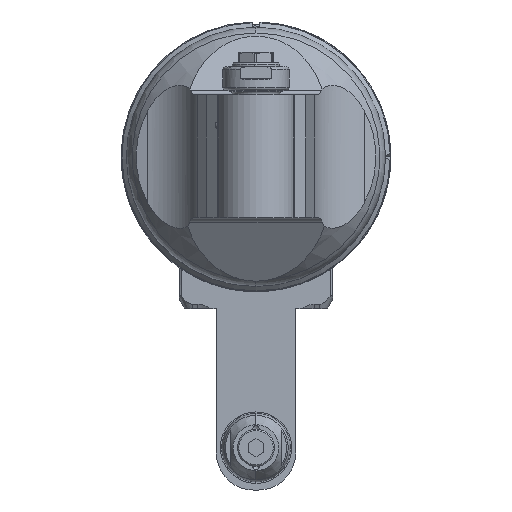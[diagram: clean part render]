
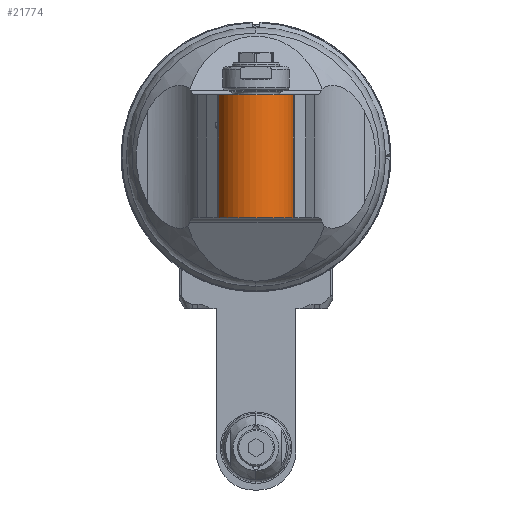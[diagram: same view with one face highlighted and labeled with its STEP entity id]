
A CAD part, front view. The second image highlights one B-rep face of the part: STEP entity #21774.
In plain terms, the highlighted cylindrical face has radius 14.5 mm (diameter 29 mm), a partial arc.
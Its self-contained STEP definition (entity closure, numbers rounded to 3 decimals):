
#8718=CARTESIAN_POINT('',(0.,0.,-23.));
#8719=DIRECTION('',(0.,0.,-1.));
#8720=DIRECTION('',(0.,-1.,0.));
#8721=AXIS2_PLACEMENT_3D('',#8718,#8719,#8720);
#8723=CARTESIAN_POINT('',(0.,0.,-23.));
#8724=DIRECTION('',(0.,0.,-1.));
#8725=DIRECTION('',(0.966,-0.259,0.));
#8726=AXIS2_PLACEMENT_3D('',#8723,#8724,#8725);
#8774=CARTESIAN_POINT('',(0.,0.,23.5));
#8775=DIRECTION('',(0.,0.,1.));
#8776=DIRECTION('',(0.,-1.,0.));
#8777=AXIS2_PLACEMENT_3D('',#8774,#8775,#8776);
#8779=CARTESIAN_POINT('',(0.,0.,23.5));
#8780=DIRECTION('',(0.,0.,1.));
#8781=DIRECTION('',(-0.966,-0.259,0.));
#8782=AXIS2_PLACEMENT_3D('',#8779,#8780,#8781);
#8856=DIRECTION('',(0.,0.,-1.));
#8857=VECTOR('',#8856,46.5);
#8858=CARTESIAN_POINT('',(-14.006,-3.753,23.5));
#8859=LINE('',#8858,#8857);
#8860=DIRECTION('',(0.,0.,1.));
#8861=VECTOR('',#8860,46.5);
#8862=CARTESIAN_POINT('',(14.006,-3.753,-23.));
#8863=LINE('',#8862,#8861);
#11184=CARTESIAN_POINT('',(14.006,-3.753,-23.));
#11185=CARTESIAN_POINT('',(14.006,-3.753,23.5));
#11186=VERTEX_POINT('',#11184);
#11187=VERTEX_POINT('',#11185);
#11252=CARTESIAN_POINT('',(-14.006,-3.753,23.5));
#11253=VERTEX_POINT('',#11252);
#11254=CARTESIAN_POINT('',(-14.006,-3.753,-23.));
#11255=VERTEX_POINT('',#11254);
#11297=CARTESIAN_POINT('',(0.,-14.5,23.5));
#11298=VERTEX_POINT('',#11297);
#11299=CARTESIAN_POINT('',(0.,-14.5,-23.));
#11300=VERTEX_POINT('',#11299);
#21760=CARTESIAN_POINT('',(0.,0.,66.952));
#21761=DIRECTION('',(0.,0.,-1.));
#21762=DIRECTION('',(0.,1.,0.));
#21763=AXIS2_PLACEMENT_3D('',#21760,#21761,#21762);
#21764=CYLINDRICAL_SURFACE('',#21763,14.5);
#21765=ORIENTED_EDGE('',*,*,#21623,.T.);
#21767=ORIENTED_EDGE('',*,*,#21766,.F.);
#21768=ORIENTED_EDGE('',*,*,#21675,.T.);
#21769=ORIENTED_EDGE('',*,*,#21673,.T.);
#21770=ORIENTED_EDGE('',*,*,#21753,.F.);
#21771=ORIENTED_EDGE('',*,*,#21625,.T.);
#21772=EDGE_LOOP('',(#21765,#21767,#21768,#21769,#21770,#21771));
#21773=FACE_OUTER_BOUND('',#21772,.F.);
#21774=ADVANCED_FACE('',(#21773),#21764,.T.);
#8722=CIRCLE('',#8721,14.5);
#8727=CIRCLE('',#8726,14.5);
#8778=CIRCLE('',#8777,14.5);
#8783=CIRCLE('',#8782,14.5);
#21623=EDGE_CURVE('',#11300,#11255,#8722,.T.);
#21625=EDGE_CURVE('',#11186,#11300,#8727,.T.);
#21673=EDGE_CURVE('',#11298,#11187,#8778,.T.);
#21675=EDGE_CURVE('',#11253,#11298,#8783,.T.);
#21753=EDGE_CURVE('',#11186,#11187,#8863,.T.);
#21766=EDGE_CURVE('',#11253,#11255,#8859,.T.);
